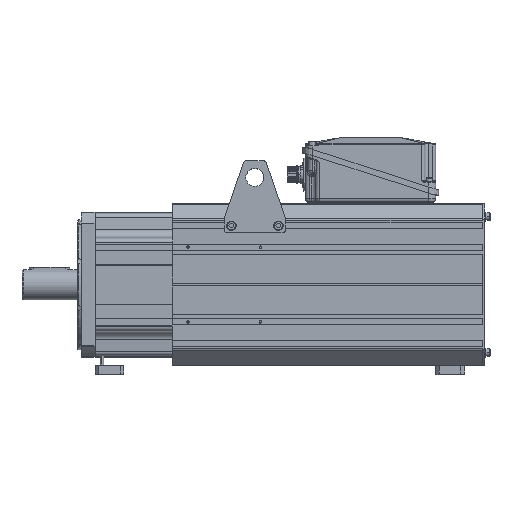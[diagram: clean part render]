
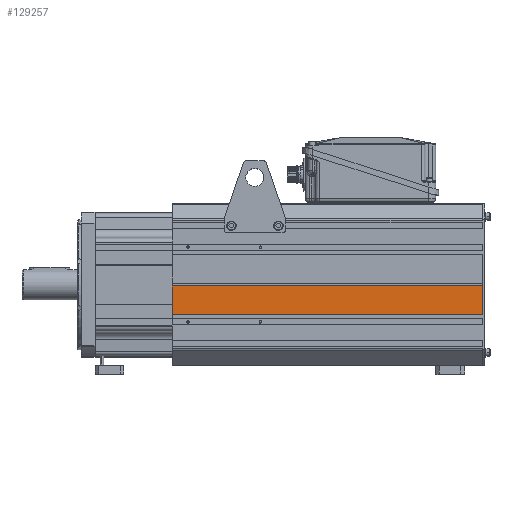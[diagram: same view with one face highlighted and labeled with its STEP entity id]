
A CAD part, top view. The second image highlights one B-rep face of the part: STEP entity #129257.
In plain terms, the highlighted planar face has unit normal (0, 0, 1).
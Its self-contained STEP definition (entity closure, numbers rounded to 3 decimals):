
#37932=DIRECTION('',(0.,1.,0.));
#37933=VECTOR('',#37932,39.5);
#37934=CARTESIAN_POINT('',(207.5,-41.5,111.5));
#37935=LINE('',#37934,#37933);
#54181=DIRECTION('',(0.,1.,0.));
#54182=VECTOR('',#54181,39.5);
#54183=CARTESIAN_POINT('',(636.5,-41.5,111.5));
#54184=LINE('',#54183,#54182);
#54205=DIRECTION('',(-1.,0.,0.));
#54206=VECTOR('',#54205,429.);
#54207=CARTESIAN_POINT('',(636.5,-41.5,111.5));
#54208=LINE('',#54207,#54206);
#54209=DIRECTION('',(-1.,0.,0.));
#54210=VECTOR('',#54209,429.);
#54211=CARTESIAN_POINT('',(636.5,-2.,111.5));
#54212=LINE('',#54211,#54210);
#92267=CARTESIAN_POINT('',(207.5,-41.5,111.5));
#92268=VERTEX_POINT('',#92267);
#92269=CARTESIAN_POINT('',(207.5,-2.,111.5));
#92270=VERTEX_POINT('',#92269);
#92532=CARTESIAN_POINT('',(636.5,-41.5,111.5));
#92534=VERTEX_POINT('',#92532);
#92535=CARTESIAN_POINT('',(636.5,-2.,111.5));
#92536=VERTEX_POINT('',#92535);
#129245=CARTESIAN_POINT('',(636.5,-41.5,111.5));
#129246=DIRECTION('',(0.,0.,1.));
#129247=DIRECTION('',(0.,1.,0.));
#129248=AXIS2_PLACEMENT_3D('',#129245,#129246,#129247);
#129249=PLANE('',#129248);
#129250=ORIENTED_EDGE('',*,*,#129229,.F.);
#129251=ORIENTED_EDGE('',*,*,#129218,.T.);
#129252=ORIENTED_EDGE('',*,*,#115879,.T.);
#129254=ORIENTED_EDGE('',*,*,#129253,.F.);
#129255=EDGE_LOOP('',(#129250,#129251,#129252,#129254));
#129256=FACE_OUTER_BOUND('',#129255,.F.);
#129257=ADVANCED_FACE('',(#129256),#129249,.T.);
#115879=EDGE_CURVE('',#92268,#92270,#37935,.T.);
#129218=EDGE_CURVE('',#92534,#92268,#54208,.T.);
#129229=EDGE_CURVE('',#92534,#92536,#54184,.T.);
#129253=EDGE_CURVE('',#92536,#92270,#54212,.T.);
